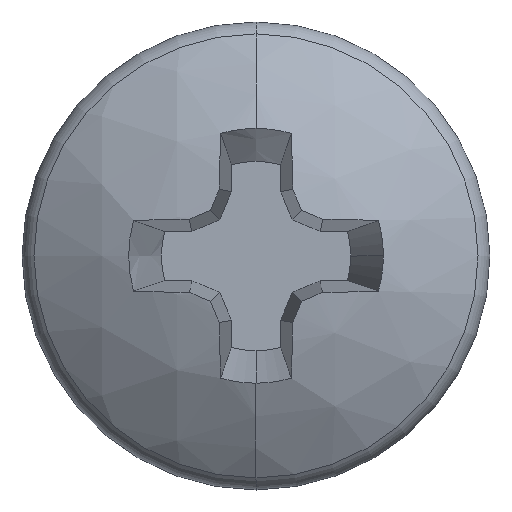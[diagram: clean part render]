
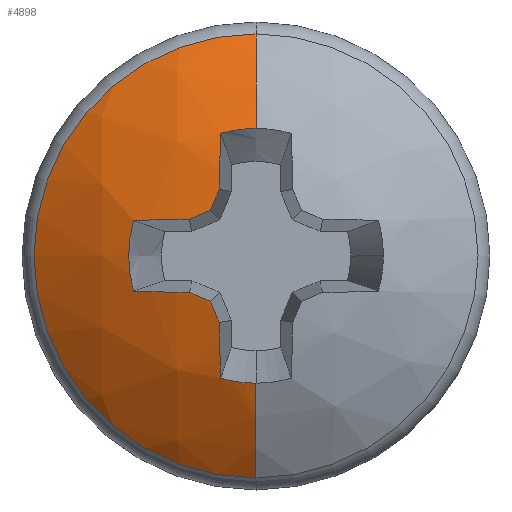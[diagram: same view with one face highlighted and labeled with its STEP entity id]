
A CAD part, top view. The second image highlights one B-rep face of the part: STEP entity #4898.
In plain terms, the highlighted spherical face has radius 4.315 mm.
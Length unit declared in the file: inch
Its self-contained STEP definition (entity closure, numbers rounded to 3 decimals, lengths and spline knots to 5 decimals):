
#142 = FACE_OUTER_BOUND ( 'NONE', #2961, .T. ) ;
#161 = SPHERICAL_SURFACE ( 'NONE', #4379, 0.16988 ) ;
#441 = CIRCLE ( 'NONE', #3865, 0.16986 ) ;
#443 = CIRCLE ( 'NONE', #3867, 0.16986 ) ;
#447 = CIRCLE ( 'NONE', #3868, 0.16936 ) ;
#451 = CIRCLE ( 'NONE', #3870, 0.05961 ) ;
#453 = CIRCLE ( 'NONE', #3866, 0.16936 ) ;
#455 = CIRCLE ( 'NONE', #3872, 0.16988 ) ;
#463 = CIRCLE ( 'NONE', #3873, 0.16988 ) ;
#469 = CIRCLE ( 'NONE', #3874, 0.05961 ) ;
#476 = CIRCLE ( 'NONE', #3876, 0.16986 ) ;
#481 = CIRCLE ( 'NONE', #3877, 0.16936 ) ;
#483 = CIRCLE ( 'NONE', #3878, 0.16936 ) ;
#485 = CIRCLE ( 'NONE', #3879, 0.05961 ) ;
#498 = CIRCLE ( 'NONE', #3880, 0.16986 ) ;
#1056 = EDGE_CURVE ( 'NONE', #2896, #2894, #498, .T. ) ;
#1057 = EDGE_CURVE ( 'NONE', #2895, #2896, #485, .T. ) ;
#1058 = EDGE_CURVE ( 'NONE', #2894, #2893, #483, .T. ) ;
#1059 = EDGE_CURVE ( 'NONE', #2893, #2891, #481, .T. ) ;
#1060 = EDGE_CURVE ( 'NONE', #2891, #2890, #476, .T. ) ;
#1063 = EDGE_CURVE ( 'NONE', #2897, #2902, #469, .T. ) ;
#1064 = EDGE_CURVE ( 'NONE', #2885, #2902, #463, .T. ) ;
#1067 = EDGE_CURVE ( 'NONE', #2886, #2895, #455, .T. ) ;
#1069 = EDGE_CURVE ( 'NONE', #2890, #2888, #451, .T. ) ;
#1071 = EDGE_CURVE ( 'NONE', #2889, #2884, #447, .T. ) ;
#1073 = EDGE_CURVE ( 'NONE', #2888, #2887, #443, .T. ) ;
#1074 = EDGE_CURVE ( 'NONE', #2887, #2889, #453, .T. ) ;
#1075 = EDGE_CURVE ( 'NONE', #2884, #2897, #441, .T. ) ;
#1376 = CIRCLE ( 'NONE', #1782, 0.10391 ) ;
#1782 = AXIS2_PLACEMENT_3D ( 'NONE', #3507, #3508, #3509 ) ;
#2644 = DIRECTION ( 'NONE',  ( 0., 1., 0. ) ) ;
#2646 = CARTESIAN_POINT ( 'NONE',  ( 0., 0., 0.22262 ) ) ;
#2650 = DIRECTION ( 'NONE',  ( -1., 0., 0. ) ) ;
#2884 = VERTEX_POINT ( 'NONE', #4628 ) ;
#2885 = VERTEX_POINT ( 'NONE', #4623 ) ;
#2886 = VERTEX_POINT ( 'NONE', #4619 ) ;
#2887 = VERTEX_POINT ( 'NONE', #4617 ) ;
#2888 = VERTEX_POINT ( 'NONE', #4618 ) ;
#2889 = VERTEX_POINT ( 'NONE', #4616 ) ;
#2890 = VERTEX_POINT ( 'NONE', #4612 ) ;
#2891 = VERTEX_POINT ( 'NONE', #4603 ) ;
#2893 = VERTEX_POINT ( 'NONE', #4595 ) ;
#2894 = VERTEX_POINT ( 'NONE', #4594 ) ;
#2895 = VERTEX_POINT ( 'NONE', #4593 ) ;
#2896 = VERTEX_POINT ( 'NONE', #4601 ) ;
#2897 = VERTEX_POINT ( 'NONE', #4586 ) ;
#2902 = VERTEX_POINT ( 'NONE', #4573 ) ;
#2961 = EDGE_LOOP ( 'NONE', ( #4397, #4147, #4017, #4315, #4057, #4361, #4084, #4294, #4367, #4364, #4083, #4506, #4077, #4504 ) ) ;
#3262 = DIRECTION ( 'NONE',  ( 0.087, 0., -0.996 ) ) ;
#3263 = DIRECTION ( 'NONE',  ( 0.996, 0., 0.087 ) ) ;
#3264 = CARTESIAN_POINT ( 'NONE',  ( -0.00262, 0., 0.22239 ) ) ;
#3267 = DIRECTION ( 'NONE',  ( -0.924, 0.383, 0. ) ) ;
#3268 = DIRECTION ( 'NONE',  ( 0.381, 0.92, 0.087 ) ) ;
#3269 = CARTESIAN_POINT ( 'NONE',  ( -0.00504, -0.01216, 0.22147 ) ) ;
#3272 = DIRECTION ( 'NONE',  ( 0., -0.087, 0.996 ) ) ;
#3273 = DIRECTION ( 'NONE',  ( 0., 0.996, 0.087 ) ) ;
#3274 = CARTESIAN_POINT ( 'NONE',  ( 0., -0.00262, 0.22239 ) ) ;
#3281 = DIRECTION ( 'NONE',  ( -0.383, 0.924, 0. ) ) ;
#3282 = DIRECTION ( 'NONE',  ( 0.92, 0.381, 0.087 ) ) ;
#3283 = CARTESIAN_POINT ( 'NONE',  ( -0.01216, -0.00504, 0.22147 ) ) ;
#3289 = DIRECTION ( 'NONE',  ( -1., 0., 0. ) ) ;
#3290 = DIRECTION ( 'NONE',  ( 0., 0., 1. ) ) ;
#3291 = CARTESIAN_POINT ( 'NONE',  ( 0., 0., 0.3817 ) ) ;
#3295 = DIRECTION ( 'NONE',  ( 0., 0., -1. ) ) ;
#3296 = DIRECTION ( 'NONE',  ( 1., 0., 0. ) ) ;
#3297 = CARTESIAN_POINT ( 'NONE',  ( 0., 0., 0.22262 ) ) ;
#3312 = DIRECTION ( 'NONE',  ( 0., -1., 0. ) ) ;
#3313 = DIRECTION ( 'NONE',  ( -1., 0., 0. ) ) ;
#3314 = CARTESIAN_POINT ( 'NONE',  ( 0., 0., 0.22262 ) ) ;
#3316 = DIRECTION ( 'NONE',  ( 0., 1., 0. ) ) ;
#3317 = DIRECTION ( 'NONE',  ( 0., 0., 1. ) ) ;
#3318 = CARTESIAN_POINT ( 'NONE',  ( 0., 0., 0.3817 ) ) ;
#3323 = DIRECTION ( 'NONE',  ( 0., -0.087, -0.996 ) ) ;
#3324 = DIRECTION ( 'NONE',  ( 0., -0.996, 0.087 ) ) ;
#3325 = CARTESIAN_POINT ( 'NONE',  ( 0., 0.00262, 0.22239 ) ) ;
#3328 = DIRECTION ( 'NONE',  ( 0.924, 0.383, 0. ) ) ;
#3329 = DIRECTION ( 'NONE',  ( 0.381, -0.92, 0.087 ) ) ;
#3330 = CARTESIAN_POINT ( 'NONE',  ( -0.00504, 0.01216, 0.22147 ) ) ;
#3331 = DIRECTION ( 'NONE',  ( 0.383, 0.924, 0. ) ) ;
#3332 = DIRECTION ( 'NONE',  ( 0.92, -0.381, 0.087 ) ) ;
#3333 = CARTESIAN_POINT ( 'NONE',  ( -0.01216, 0.00504, 0.22147 ) ) ;
#3334 = DIRECTION ( 'NONE',  ( -1., 0., 0. ) ) ;
#3335 = DIRECTION ( 'NONE',  ( 0., 0., 1. ) ) ;
#3336 = CARTESIAN_POINT ( 'NONE',  ( 0., 0., 0.3817 ) ) ;
#3337 = DIRECTION ( 'NONE',  ( 0.087, 0., -0.996 ) ) ;
#3338 = DIRECTION ( 'NONE',  ( 0.996, 0., 0.087 ) ) ;
#3339 = CARTESIAN_POINT ( 'NONE',  ( -0.00262, 0., 0.22239 ) ) ;
#3507 = CARTESIAN_POINT ( 'NONE',  ( 0., 0., 0.35702 ) ) ;
#3508 = DIRECTION ( 'NONE',  ( 0., 0., 1. ) ) ;
#3509 = DIRECTION ( 'NONE',  ( 0., -1., 0. ) ) ;
#3865 = AXIS2_PLACEMENT_3D ( 'NONE', #3264, #3263, #3262 ) ;
#3866 = AXIS2_PLACEMENT_3D ( 'NONE', #3269, #3268, #3267 ) ;
#3867 = AXIS2_PLACEMENT_3D ( 'NONE', #3274, #3273, #3272 ) ;
#3868 = AXIS2_PLACEMENT_3D ( 'NONE', #3283, #3282, #3281 ) ;
#3870 = AXIS2_PLACEMENT_3D ( 'NONE', #3291, #3290, #3289 ) ;
#3872 = AXIS2_PLACEMENT_3D ( 'NONE', #3297, #3296, #3295 ) ;
#3873 = AXIS2_PLACEMENT_3D ( 'NONE', #3314, #3313, #3312 ) ;
#3874 = AXIS2_PLACEMENT_3D ( 'NONE', #3318, #3317, #3316 ) ;
#3876 = AXIS2_PLACEMENT_3D ( 'NONE', #3325, #3324, #3323 ) ;
#3877 = AXIS2_PLACEMENT_3D ( 'NONE', #3330, #3329, #3328 ) ;
#3878 = AXIS2_PLACEMENT_3D ( 'NONE', #3333, #3332, #3331 ) ;
#3879 = AXIS2_PLACEMENT_3D ( 'NONE', #3336, #3335, #3334 ) ;
#3880 = AXIS2_PLACEMENT_3D ( 'NONE', #3339, #3338, #3337 ) ;
#4017 = ORIENTED_EDGE ( 'NONE', *, *, #1063, .F. ) ;
#4057 = ORIENTED_EDGE ( 'NONE', *, *, #1071, .F. ) ;
#4077 = ORIENTED_EDGE ( 'NONE', *, *, #1057, .F. ) ;
#4083 = ORIENTED_EDGE ( 'NONE', *, *, #1058, .F. ) ;
#4084 = ORIENTED_EDGE ( 'NONE', *, *, #1073, .F. ) ;
#4147 = ORIENTED_EDGE ( 'NONE', *, *, #1064, .T. ) ;
#4294 = ORIENTED_EDGE ( 'NONE', *, *, #1069, .F. ) ;
#4315 = ORIENTED_EDGE ( 'NONE', *, *, #1075, .F. ) ;
#4361 = ORIENTED_EDGE ( 'NONE', *, *, #1074, .F. ) ;
#4364 = ORIENTED_EDGE ( 'NONE', *, *, #1059, .F. ) ;
#4367 = ORIENTED_EDGE ( 'NONE', *, *, #1060, .F. ) ;
#4379 = AXIS2_PLACEMENT_3D ( 'NONE', #2646, #2650, #2644 ) ;
#4397 = ORIENTED_EDGE ( 'NONE', *, *, #5685, .T. ) ;
#4504 = ORIENTED_EDGE ( 'NONE', *, *, #1067, .F. ) ;
#4506 = ORIENTED_EDGE ( 'NONE', *, *, #1056, .F. ) ;
#4573 = CARTESIAN_POINT ( 'NONE',  ( 0., -0.05961, 0.3817 ) ) ;
#4586 = CARTESIAN_POINT ( 'NONE',  ( -0.01656, -0.05726, 0.3817 ) ) ;
#4593 = CARTESIAN_POINT ( 'NONE',  ( 0., 0.05961, 0.3817 ) ) ;
#4594 = CARTESIAN_POINT ( 'NONE',  ( -0.01717, 0.03118, 0.38873 ) ) ;
#4595 = CARTESIAN_POINT ( 'NONE',  ( -0.02135, 0.02135, 0.3898 ) ) ;
#4601 = CARTESIAN_POINT ( 'NONE',  ( -0.01656, 0.05726, 0.3817 ) ) ;
#4603 = CARTESIAN_POINT ( 'NONE',  ( -0.03118, 0.01717, 0.38873 ) ) ;
#4612 = CARTESIAN_POINT ( 'NONE',  ( -0.05726, 0.01656, 0.3817 ) ) ;
#4616 = CARTESIAN_POINT ( 'NONE',  ( -0.02135, -0.02135, 0.3898 ) ) ;
#4617 = CARTESIAN_POINT ( 'NONE',  ( -0.03118, -0.01717, 0.38873 ) ) ;
#4618 = CARTESIAN_POINT ( 'NONE',  ( -0.05726, -0.01656, 0.3817 ) ) ;
#4619 = CARTESIAN_POINT ( 'NONE',  ( 0., 0.10391, 0.35702 ) ) ;
#4623 = CARTESIAN_POINT ( 'NONE',  ( 0., -0.10391, 0.35702 ) ) ;
#4628 = CARTESIAN_POINT ( 'NONE',  ( -0.01717, -0.03118, 0.38873 ) ) ;
#4898 = ADVANCED_FACE ( 'NONE', ( #142 ), #161, .T. ) ;
#5685 = EDGE_CURVE ( 'NONE', #2886, #2885, #1376, .T. ) ;
